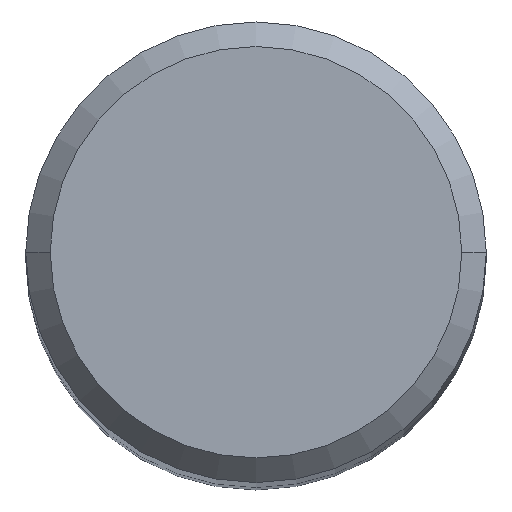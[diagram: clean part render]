
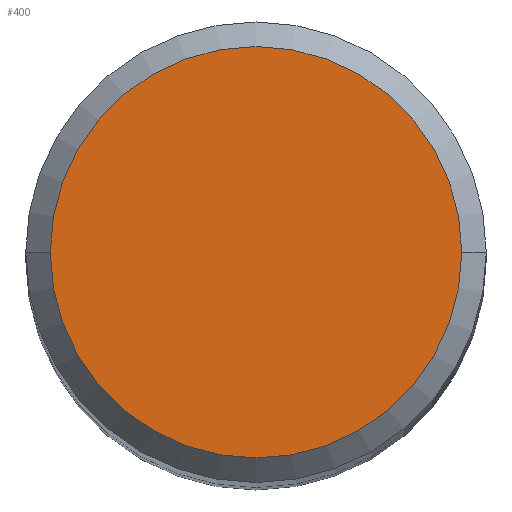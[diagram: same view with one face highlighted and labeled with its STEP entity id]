
A CAD part, top view. The second image highlights one B-rep face of the part: STEP entity #400.
In plain terms, the highlighted planar face has unit normal (0, 0, 1).
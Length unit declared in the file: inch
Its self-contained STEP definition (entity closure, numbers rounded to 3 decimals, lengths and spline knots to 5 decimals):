
#11 = DIRECTION ( 'NONE',  ( 0., 0., 1. ) ) ;
#15 = EDGE_CURVE ( 'NONE', #67, #95, #146, .T. ) ;
#16 = DIRECTION ( 'NONE',  ( -1., 0., 0. ) ) ;
#59 = ORIENTED_EDGE ( 'NONE', *, *, #369, .T. ) ;
#67 = VERTEX_POINT ( 'NONE', #91 ) ;
#78 = ORIENTED_EDGE ( 'NONE', *, *, #15, .T. ) ;
#88 = CARTESIAN_POINT ( 'NONE',  ( 0., 0., 0. ) ) ;
#91 = CARTESIAN_POINT ( 'NONE',  ( -0.1675, 0., 0. ) ) ;
#95 = VERTEX_POINT ( 'NONE', #193 ) ;
#124 = CARTESIAN_POINT ( 'NONE',  ( 0., 0., 0. ) ) ;
#146 = CIRCLE ( 'NONE', #221, 0.1675 ) ;
#152 = AXIS2_PLACEMENT_3D ( 'NONE', #88, #476, #434 ) ;
#155 = AXIS2_PLACEMENT_3D ( 'NONE', #363, #207, #16 ) ;
#193 = CARTESIAN_POINT ( 'NONE',  ( 0.1675, 0., 0. ) ) ;
#204 = EDGE_LOOP ( 'NONE', ( #78, #59 ) ) ;
#207 = DIRECTION ( 'NONE',  ( 0., 0., -1. ) ) ;
#221 = AXIS2_PLACEMENT_3D ( 'NONE', #124, #11, #427 ) ;
#296 = FACE_OUTER_BOUND ( 'NONE', #204, .T. ) ;
#363 = CARTESIAN_POINT ( 'NONE',  ( 0., 0.1675, 0. ) ) ;
#367 = CIRCLE ( 'NONE', #152, 0.1675 ) ;
#369 = EDGE_CURVE ( 'NONE', #95, #67, #367, .T. ) ;
#400 = ADVANCED_FACE ( 'NONE', ( #296 ), #470, .F. ) ;
#427 = DIRECTION ( 'NONE',  ( 1., 0., 0. ) ) ;
#434 = DIRECTION ( 'NONE',  ( 1., 0., 0. ) ) ;
#470 = PLANE ( 'NONE',  #155 ) ;
#476 = DIRECTION ( 'NONE',  ( 0., 0., 1. ) ) ;
